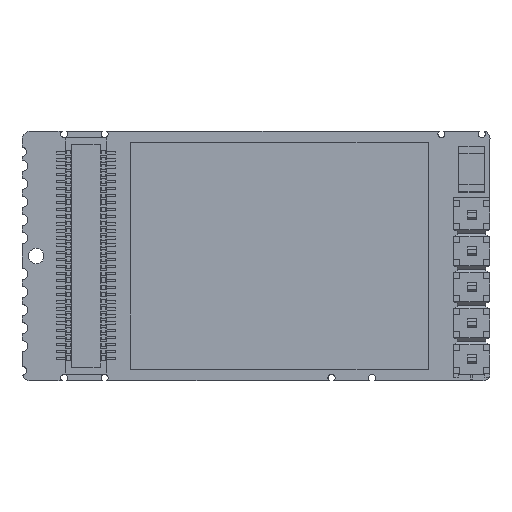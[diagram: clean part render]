
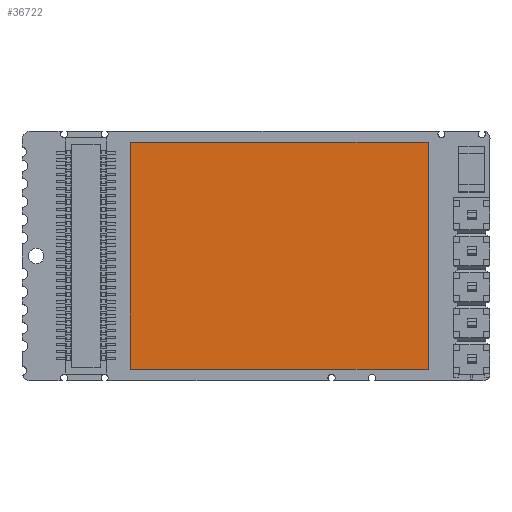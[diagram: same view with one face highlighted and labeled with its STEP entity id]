
A CAD part, top view. The second image highlights one B-rep face of the part: STEP entity #36722.
In plain terms, the highlighted planar face has unit normal (0, 0, 1).
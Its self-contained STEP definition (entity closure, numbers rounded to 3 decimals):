
#3272 = PLANE ( 'NONE',  #24382 ) ;
#3950 = LINE ( 'NONE', #56716, #25038 ) ;
#5295 = VECTOR ( 'NONE', #28662, 1000. ) ;
#6702 = EDGE_LOOP ( 'NONE', ( #45165, #66050, #45152, #52549 ) ) ;
#8160 = VERTEX_POINT ( 'NONE', #59470 ) ;
#12007 = CARTESIAN_POINT ( 'NONE',  ( 28.644, 8., 1.5 ) ) ;
#13618 = LINE ( 'NONE', #18199, #25180 ) ;
#13631 = CARTESIAN_POINT ( 'NONE',  ( 7.638, 8., 1.5 ) ) ;
#18199 = CARTESIAN_POINT ( 'NONE',  ( 28.644, 8., 1.5 ) ) ;
#21726 = VERTEX_POINT ( 'NONE', #25555 ) ;
#24382 = AXIS2_PLACEMENT_3D ( 'NONE', #45547, #45910, #30067 ) ;
#25038 = VECTOR ( 'NONE', #62737, 1000. ) ;
#25180 = VECTOR ( 'NONE', #34395, 1000. ) ;
#25555 = CARTESIAN_POINT ( 'NONE',  ( 7.638, 8., 1.5 ) ) ;
#28662 = DIRECTION ( 'NONE',  ( 0., -1., 0. ) ) ;
#30067 = DIRECTION ( 'NONE',  ( 1., 0., 0. ) ) ;
#32232 = CARTESIAN_POINT ( 'NONE',  ( 28.644, -7.983, 1.5 ) ) ;
#33158 = VECTOR ( 'NONE', #35140, 1000. ) ;
#34346 = EDGE_CURVE ( 'NONE', #37642, #21726, #61822, .T. ) ;
#34395 = DIRECTION ( 'NONE',  ( 0., 1., 0. ) ) ;
#35005 = FACE_OUTER_BOUND ( 'NONE', #6702, .T. ) ;
#35140 = DIRECTION ( 'NONE',  ( -1., 0., 0. ) ) ;
#36722 = ADVANCED_FACE ( 'NONE', ( #35005 ), #3272, .T. ) ;
#37642 = VERTEX_POINT ( 'NONE', #12007 ) ;
#45152 = ORIENTED_EDGE ( 'NONE', *, *, #63399, .T. ) ;
#45165 = ORIENTED_EDGE ( 'NONE', *, *, #59182, .T. ) ;
#45547 = CARTESIAN_POINT ( 'NONE',  ( 0., 0., 1.5 ) ) ;
#45910 = DIRECTION ( 'NONE',  ( 0., 0., 1. ) ) ;
#50460 = EDGE_CURVE ( 'NONE', #8160, #62437, #3950, .T. ) ;
#50803 = LINE ( 'NONE', #55724, #5295 ) ;
#52549 = ORIENTED_EDGE ( 'NONE', *, *, #34346, .T. ) ;
#55724 = CARTESIAN_POINT ( 'NONE',  ( 7.638, 8., 1.5 ) ) ;
#56716 = CARTESIAN_POINT ( 'NONE',  ( 7.638, -7.983, 1.5 ) ) ;
#59182 = EDGE_CURVE ( 'NONE', #21726, #8160, #50803, .T. ) ;
#59470 = CARTESIAN_POINT ( 'NONE',  ( 7.638, -7.983, 1.5 ) ) ;
#61822 = LINE ( 'NONE', #13631, #33158 ) ;
#62437 = VERTEX_POINT ( 'NONE', #32232 ) ;
#62737 = DIRECTION ( 'NONE',  ( 1., 0., 0. ) ) ;
#63399 = EDGE_CURVE ( 'NONE', #62437, #37642, #13618, .T. ) ;
#66050 = ORIENTED_EDGE ( 'NONE', *, *, #50460, .T. ) ;
